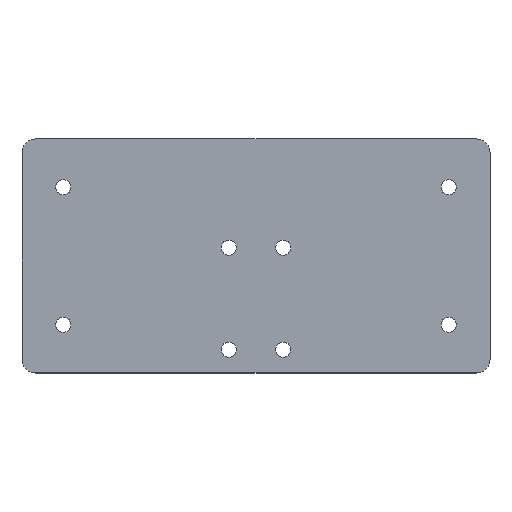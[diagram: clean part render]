
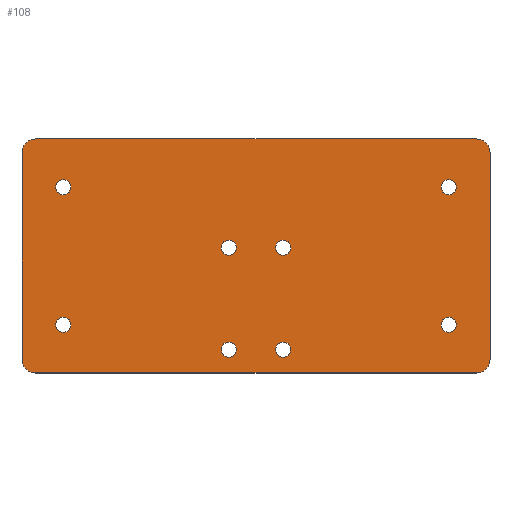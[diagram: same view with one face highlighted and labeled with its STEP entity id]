
A CAD part, top view. The second image highlights one B-rep face of the part: STEP entity #108.
In plain terms, the highlighted planar face has unit normal (0, 0, 1).
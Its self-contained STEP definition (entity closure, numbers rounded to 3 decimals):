
#46=FACE_BOUND('',#140,.T.);
#47=FACE_BOUND('',#141,.T.);
#48=FACE_BOUND('',#142,.T.);
#49=FACE_BOUND('',#143,.T.);
#50=FACE_BOUND('',#144,.T.);
#51=FACE_BOUND('',#145,.T.);
#52=FACE_BOUND('',#146,.T.);
#53=FACE_BOUND('',#147,.T.);
#54=FACE_BOUND('',#148,.T.);
#80=CIRCLE('',#367,5.5);
#81=CIRCLE('',#368,5.5);
#82=CIRCLE('',#369,5.5);
#83=CIRCLE('',#370,5.5);
#84=CIRCLE('',#371,5.5);
#85=CIRCLE('',#372,5.5);
#86=CIRCLE('',#373,5.5);
#87=CIRCLE('',#374,5.5);
#88=CIRCLE('',#375,10.);
#89=CIRCLE('',#376,10.);
#90=CIRCLE('',#377,10.);
#91=CIRCLE('',#378,10.);
#108=ADVANCED_FACE('',(#46,#47,#48,#49,#50,#51,#52,#53,#54),#126,.F.);
#126=PLANE('',#379);
#140=EDGE_LOOP('',(#194));
#141=EDGE_LOOP('',(#195));
#142=EDGE_LOOP('',(#196));
#143=EDGE_LOOP('',(#197));
#144=EDGE_LOOP('',(#198));
#145=EDGE_LOOP('',(#199));
#146=EDGE_LOOP('',(#200));
#147=EDGE_LOOP('',(#201));
#148=EDGE_LOOP('',(#202,#203,#204,#205,#206,#207,#208,#209));
#194=ORIENTED_EDGE('',*,*,#306,.T.);
#195=ORIENTED_EDGE('',*,*,#307,.T.);
#196=ORIENTED_EDGE('',*,*,#308,.T.);
#197=ORIENTED_EDGE('',*,*,#309,.T.);
#198=ORIENTED_EDGE('',*,*,#310,.F.);
#199=ORIENTED_EDGE('',*,*,#311,.F.);
#200=ORIENTED_EDGE('',*,*,#312,.F.);
#201=ORIENTED_EDGE('',*,*,#313,.F.);
#202=ORIENTED_EDGE('',*,*,#304,.F.);
#203=ORIENTED_EDGE('',*,*,#314,.T.);
#204=ORIENTED_EDGE('',*,*,#298,.F.);
#205=ORIENTED_EDGE('',*,*,#315,.T.);
#206=ORIENTED_EDGE('',*,*,#294,.F.);
#207=ORIENTED_EDGE('',*,*,#316,.T.);
#208=ORIENTED_EDGE('',*,*,#292,.F.);
#209=ORIENTED_EDGE('',*,*,#317,.T.);
#260=VERTEX_POINT('',#512);
#261=VERTEX_POINT('',#514);
#262=VERTEX_POINT('',#518);
#263=VERTEX_POINT('',#519);
#266=VERTEX_POINT('',#527);
#267=VERTEX_POINT('',#528);
#272=VERTEX_POINT('',#539);
#273=VERTEX_POINT('',#541);
#274=VERTEX_POINT('',#545);
#275=VERTEX_POINT('',#547);
#276=VERTEX_POINT('',#549);
#277=VERTEX_POINT('',#551);
#278=VERTEX_POINT('',#553);
#279=VERTEX_POINT('',#555);
#280=VERTEX_POINT('',#557);
#281=VERTEX_POINT('',#559);
#292=EDGE_CURVE('',#260,#261,#332,.T.);
#294=EDGE_CURVE('',#262,#263,#334,.T.);
#298=EDGE_CURVE('',#266,#267,#338,.T.);
#304=EDGE_CURVE('',#272,#273,#344,.T.);
#306=EDGE_CURVE('',#274,#274,#80,.T.);
#307=EDGE_CURVE('',#275,#275,#81,.T.);
#308=EDGE_CURVE('',#276,#276,#82,.T.);
#309=EDGE_CURVE('',#277,#277,#83,.T.);
#310=EDGE_CURVE('',#278,#278,#84,.T.);
#311=EDGE_CURVE('',#279,#279,#85,.T.);
#312=EDGE_CURVE('',#280,#280,#86,.T.);
#313=EDGE_CURVE('',#281,#281,#87,.T.);
#314=EDGE_CURVE('',#272,#267,#88,.T.);
#315=EDGE_CURVE('',#266,#263,#89,.T.);
#316=EDGE_CURVE('',#262,#261,#90,.T.);
#317=EDGE_CURVE('',#260,#273,#91,.T.);
#332=LINE('',#513,#348);
#334=LINE('',#517,#350);
#338=LINE('',#526,#354);
#344=LINE('',#540,#360);
#348=VECTOR('',#409,1.);
#350=VECTOR('',#413,1.);
#354=VECTOR('',#419,1.);
#360=VECTOR('',#427,1.);
#367=AXIS2_PLACEMENT_3D('',#544,#431,#432);
#368=AXIS2_PLACEMENT_3D('',#546,#433,#434);
#369=AXIS2_PLACEMENT_3D('',#548,#435,#436);
#370=AXIS2_PLACEMENT_3D('',#550,#437,#438);
#371=AXIS2_PLACEMENT_3D('',#552,#439,#440);
#372=AXIS2_PLACEMENT_3D('',#554,#441,#442);
#373=AXIS2_PLACEMENT_3D('',#556,#443,#444);
#374=AXIS2_PLACEMENT_3D('',#558,#445,#446);
#375=AXIS2_PLACEMENT_3D('',#560,#447,#448);
#376=AXIS2_PLACEMENT_3D('',#561,#449,#450);
#377=AXIS2_PLACEMENT_3D('',#562,#451,#452);
#378=AXIS2_PLACEMENT_3D('',#563,#453,#454);
#379=AXIS2_PLACEMENT_3D('',#564,#455,#456);
#409=DIRECTION('',(-1.,0.,0.));
#413=DIRECTION('',(0.,1.,0.));
#419=DIRECTION('',(1.,0.,0.));
#427=DIRECTION('',(0.,-1.,0.));
#431=DIRECTION('',(0.,0.,-1.));
#432=DIRECTION('',(-1.,0.,0.));
#433=DIRECTION('',(0.,0.,-1.));
#434=DIRECTION('',(-1.,0.,0.));
#435=DIRECTION('',(0.,0.,-1.));
#436=DIRECTION('',(-1.,0.,0.));
#437=DIRECTION('',(0.,0.,-1.));
#438=DIRECTION('',(-1.,0.,0.));
#439=DIRECTION('',(0.,0.,1.));
#440=DIRECTION('',(1.,0.,0.));
#441=DIRECTION('',(0.,0.,1.));
#442=DIRECTION('',(1.,0.,0.));
#443=DIRECTION('',(0.,0.,1.));
#444=DIRECTION('',(1.,0.,0.));
#445=DIRECTION('',(0.,0.,1.));
#446=DIRECTION('',(1.,0.,0.));
#447=DIRECTION('',(0.,0.,1.));
#448=DIRECTION('',(-1.,0.,0.));
#449=DIRECTION('',(0.,0.,1.));
#450=DIRECTION('',(-1.,0.,0.));
#451=DIRECTION('',(0.,0.,1.));
#452=DIRECTION('',(-1.,0.,0.));
#453=DIRECTION('',(0.,0.,1.));
#454=DIRECTION('',(-1.,0.,0.));
#455=DIRECTION('',(0.,0.,-1.));
#456=DIRECTION('',(-1.,0.,0.));
#512=CARTESIAN_POINT('',(160.,-85.,8.));
#513=CARTESIAN_POINT('',(170.,-85.,8.));
#514=CARTESIAN_POINT('',(-160.,-85.,8.));
#517=CARTESIAN_POINT('',(-170.,-85.,8.));
#518=CARTESIAN_POINT('',(-170.,-75.,8.));
#519=CARTESIAN_POINT('',(-170.,75.,8.));
#526=CARTESIAN_POINT('',(-170.,85.,8.));
#527=CARTESIAN_POINT('',(-160.,85.,8.));
#528=CARTESIAN_POINT('',(160.,85.,8.));
#539=CARTESIAN_POINT('',(170.,75.,8.));
#540=CARTESIAN_POINT('',(170.,85.,8.));
#541=CARTESIAN_POINT('',(170.,-75.,8.));
#544=CARTESIAN_POINT('',(19.75,6.,8.));
#545=CARTESIAN_POINT('',(14.25,6.,8.));
#546=CARTESIAN_POINT('',(-19.75,6.,8.));
#547=CARTESIAN_POINT('',(-25.25,6.,8.));
#548=CARTESIAN_POINT('',(-19.75,-68.,8.));
#549=CARTESIAN_POINT('',(-25.25,-68.,8.));
#550=CARTESIAN_POINT('',(19.75,-68.,8.));
#551=CARTESIAN_POINT('',(14.25,-68.,8.));
#552=CARTESIAN_POINT('',(-140.,-50.,8.));
#553=CARTESIAN_POINT('',(-134.5,-50.,8.));
#554=CARTESIAN_POINT('',(-140.,50.,8.));
#555=CARTESIAN_POINT('',(-134.5,50.,8.));
#556=CARTESIAN_POINT('',(140.,-50.,8.));
#557=CARTESIAN_POINT('',(145.5,-50.,8.));
#558=CARTESIAN_POINT('',(140.,50.,8.));
#559=CARTESIAN_POINT('',(145.5,50.,8.));
#560=CARTESIAN_POINT('',(160.,75.,8.));
#561=CARTESIAN_POINT('',(-160.,75.,8.));
#562=CARTESIAN_POINT('',(-160.,-75.,8.));
#563=CARTESIAN_POINT('',(160.,-75.,8.));
#564=CARTESIAN_POINT('',(0.,0.,8.));
